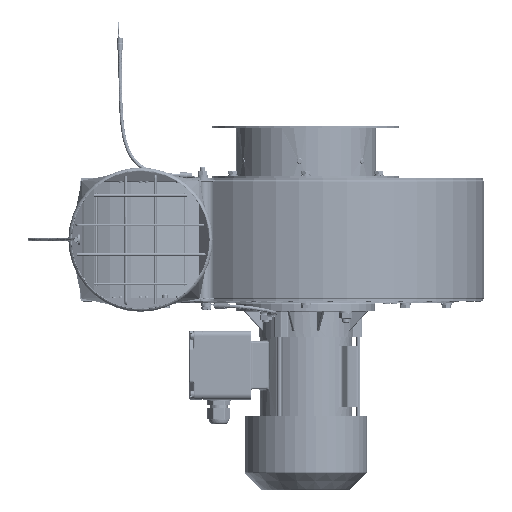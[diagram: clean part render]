
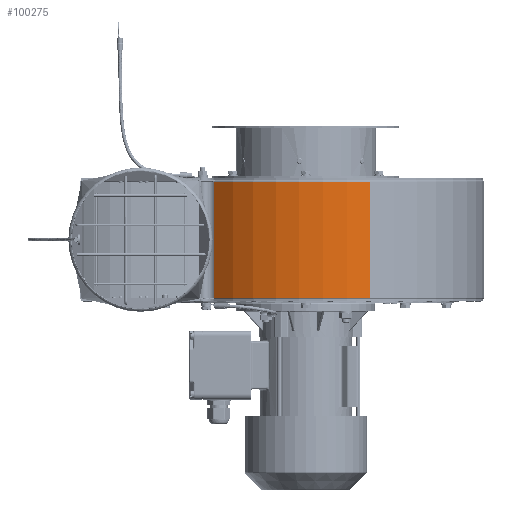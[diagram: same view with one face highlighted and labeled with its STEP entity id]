
A CAD part, left-side view. The second image highlights one B-rep face of the part: STEP entity #100275.
In plain terms, the highlighted cylindrical face has radius 171.008 mm (diameter 342.015 mm), a partial arc.
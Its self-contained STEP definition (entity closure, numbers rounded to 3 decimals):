
#9537=FACE_OUTER_BOUND('',#15599,.T.);
#15599=EDGE_LOOP('',(#66780,#66781,#66782,#66783));
#21644=LINE('',#145427,#29379);
#21645=LINE('',#145430,#29380);
#29379=VECTOR('',#118226,10.);
#29380=VECTOR('',#118229,10.);
#37923=CIRCLE('',#107323,171.008);
#37925=CIRCLE('',#107329,171.008);
#41416=VERTEX_POINT('',#145343);
#41429=VERTEX_POINT('',#145377);
#41438=VERTEX_POINT('',#145407);
#41443=VERTEX_POINT('',#145429);
#51232=EDGE_CURVE('',#41438,#41416,#37923,.T.);
#51239=EDGE_CURVE('',#41429,#41416,#21644,.T.);
#51240=EDGE_CURVE('',#41443,#41438,#21645,.T.);
#51241=EDGE_CURVE('',#41429,#41443,#37925,.T.);
#66780=ORIENTED_EDGE('',*,*,#51232,.F.);
#66781=ORIENTED_EDGE('',*,*,#51240,.F.);
#66782=ORIENTED_EDGE('',*,*,#51241,.F.);
#66783=ORIENTED_EDGE('',*,*,#51239,.T.);
#92842=CYLINDRICAL_SURFACE('',#107328,171.008);
#100275=ADVANCED_FACE('',(#9537),#92842,.T.);
#107323=AXIS2_PLACEMENT_3D('',#145414,#118211,#118212);
#107328=AXIS2_PLACEMENT_3D('',#145428,#118227,#118228);
#107329=AXIS2_PLACEMENT_3D('',#145431,#118230,#118231);
#118211=DIRECTION('center_axis',(0.,0.,
-1.));
#118212=DIRECTION('ref_axis',(-0.976,0.217,0.));
#118226=DIRECTION('',(0.,0.,-1.));
#118227=DIRECTION('center_axis',(0.,0.,
-1.));
#118228=DIRECTION('ref_axis',(0.707,-0.707,0.));
#118229=DIRECTION('',(0.,0.,-1.));
#118230=DIRECTION('center_axis',(0.,0.,
1.));
#118231=DIRECTION('ref_axis',(-0.976,0.217,0.));
#145343=CARTESIAN_POINT('',(-139.606,105.335,3.875));
#145377=CARTESIAN_POINT('',(-139.606,105.335,137.125));
#145407=CARTESIAN_POINT('',(-179.412,-74.041,3.875));
#145414=CARTESIAN_POINT('Origin',(-18.7,-15.6,3.875));
#145427=CARTESIAN_POINT('',(-139.606,105.335,139.));
#145428=CARTESIAN_POINT('Origin',(-18.7,-15.6,70.5));
#145429=CARTESIAN_POINT('',(-179.412,-74.041,137.125));
#145430=CARTESIAN_POINT('',(-179.412,-74.041,139.));
#145431=CARTESIAN_POINT('Origin',(-18.7,-15.6,137.125));
